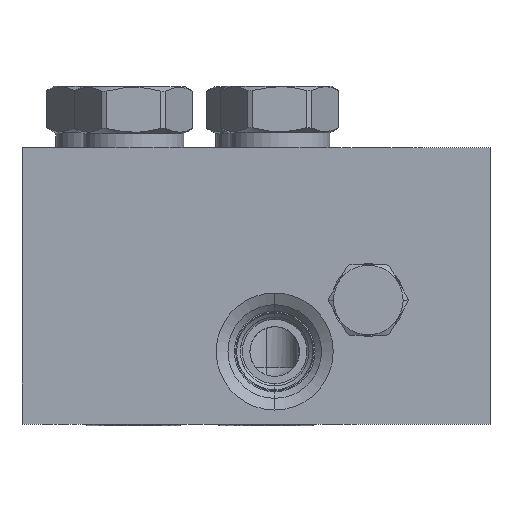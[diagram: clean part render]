
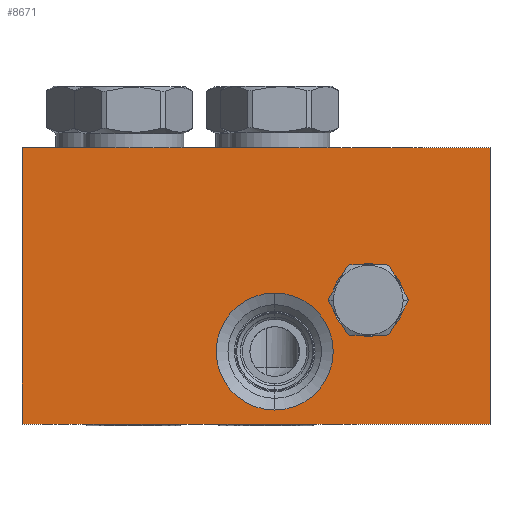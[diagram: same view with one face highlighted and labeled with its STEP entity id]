
A CAD part, left-side view. The second image highlights one B-rep face of the part: STEP entity #8671.
In plain terms, the highlighted planar face has unit normal (-1, 0, 0).
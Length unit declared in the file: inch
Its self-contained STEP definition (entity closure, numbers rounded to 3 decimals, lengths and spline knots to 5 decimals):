
#1=DIRECTION('',(0.,-1.,0.));
#2=VECTOR('',#1,5.);
#3=CARTESIAN_POINT('',(0.,0.,0.));
#4=LINE('',#3,#2);
#77=DIRECTION('',(0.,0.,1.));
#78=VECTOR('',#77,2.953);
#79=CARTESIAN_POINT('',(0.,0.,0.));
#80=LINE('',#79,#78);
#81=CARTESIAN_POINT('',(0.,-2.7,0.775));
#82=DIRECTION('',(1.,0.,0.));
#83=DIRECTION('',(0.,0.,-1.));
#84=AXIS2_PLACEMENT_3D('',#81,#82,#83);
#86=CARTESIAN_POINT('',(0.,-2.7,0.775));
#87=DIRECTION('',(1.,0.,0.));
#88=DIRECTION('',(0.,0.,1.));
#89=AXIS2_PLACEMENT_3D('',#86,#87,#88);
#91=CARTESIAN_POINT('',(0.,-3.7,1.325));
#92=DIRECTION('',(1.,0.,0.));
#93=DIRECTION('',(0.,0.,-1.));
#94=AXIS2_PLACEMENT_3D('',#91,#92,#93);
#96=CARTESIAN_POINT('',(0.,-3.7,1.325));
#97=DIRECTION('',(1.,0.,0.));
#98=DIRECTION('',(0.,0.,1.));
#99=AXIS2_PLACEMENT_3D('',#96,#97,#98);
#119=DIRECTION('',(0.,0.,1.));
#120=VECTOR('',#119,2.953);
#121=CARTESIAN_POINT('',(0.,-5.,0.));
#122=LINE('',#121,#120);
#153=DIRECTION('',(0.,-1.,0.));
#154=VECTOR('',#153,5.);
#155=CARTESIAN_POINT('',(0.,0.,2.953));
#156=LINE('',#155,#154);
#7676=CARTESIAN_POINT('',(0.,0.,0.));
#7677=CARTESIAN_POINT('',(0.,-5.,0.));
#7678=VERTEX_POINT('',#7676);
#7679=VERTEX_POINT('',#7677);
#7684=CARTESIAN_POINT('',(0.,0.,2.953));
#7685=CARTESIAN_POINT('',(0.,-5.,2.953));
#7686=VERTEX_POINT('',#7684);
#7687=VERTEX_POINT('',#7685);
#8106=CARTESIAN_POINT('',(0.,-2.7,0.15));
#8107=CARTESIAN_POINT('',(0.,-2.7,1.4));
#8108=VERTEX_POINT('',#8106);
#8109=VERTEX_POINT('',#8107);
#8236=CARTESIAN_POINT('',(0.,-3.7,0.936));
#8237=CARTESIAN_POINT('',(0.,-3.7,1.714));
#8238=VERTEX_POINT('',#8236);
#8239=VERTEX_POINT('',#8237);
#8645=CARTESIAN_POINT('',(0.,0.,0.));
#8646=DIRECTION('',(-1.,0.,0.));
#8647=DIRECTION('',(0.,-1.,0.));
#8648=AXIS2_PLACEMENT_3D('',#8645,#8646,#8647);
#8649=PLANE('',#8648);
#8650=ORIENTED_EDGE('',*,*,#8598,.F.);
#8652=ORIENTED_EDGE('',*,*,#8651,.T.);
#8654=ORIENTED_EDGE('',*,*,#8653,.T.);
#8656=ORIENTED_EDGE('',*,*,#8655,.F.);
#8657=EDGE_LOOP('',(#8650,#8652,#8654,#8656));
#8658=FACE_OUTER_BOUND('',#8657,.F.);
#8660=ORIENTED_EDGE('',*,*,#8659,.F.);
#8662=ORIENTED_EDGE('',*,*,#8661,.F.);
#8663=EDGE_LOOP('',(#8660,#8662));
#8664=FACE_BOUND('',#8663,.F.);
#8666=ORIENTED_EDGE('',*,*,#8665,.F.);
#8668=ORIENTED_EDGE('',*,*,#8667,.F.);
#8669=EDGE_LOOP('',(#8666,#8668));
#8670=FACE_BOUND('',#8669,.F.);
#8671=ADVANCED_FACE('',(#8658,#8664,#8670),#8649,.T.);
#85=CIRCLE('',#84,0.625);
#90=CIRCLE('',#89,0.625);
#95=CIRCLE('',#94,0.389);
#100=CIRCLE('',#99,0.389);
#8598=EDGE_CURVE('',#7678,#7679,#4,.T.);
#8651=EDGE_CURVE('',#7678,#7686,#80,.T.);
#8653=EDGE_CURVE('',#7686,#7687,#156,.T.);
#8655=EDGE_CURVE('',#7679,#7687,#122,.T.);
#8659=EDGE_CURVE('',#8108,#8109,#85,.T.);
#8661=EDGE_CURVE('',#8109,#8108,#90,.T.);
#8665=EDGE_CURVE('',#8238,#8239,#95,.T.);
#8667=EDGE_CURVE('',#8239,#8238,#100,.T.);
